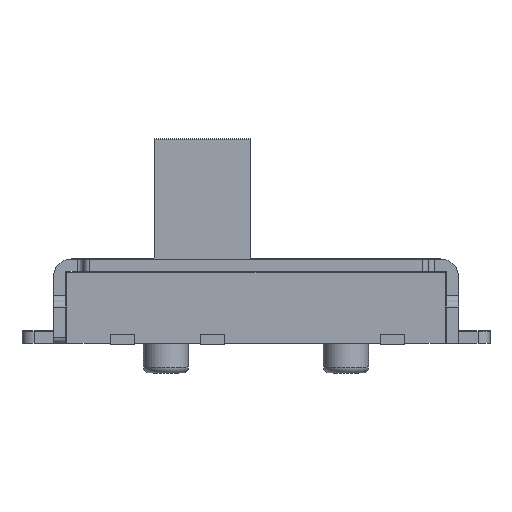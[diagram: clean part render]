
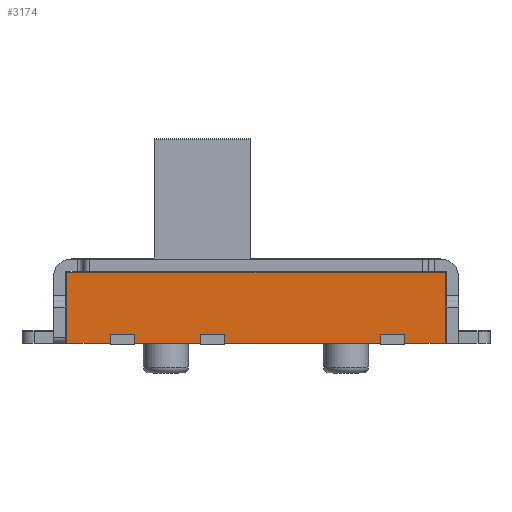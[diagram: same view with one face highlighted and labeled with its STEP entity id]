
A CAD part, front view. The second image highlights one B-rep face of the part: STEP entity #3174.
In plain terms, the highlighted planar face has unit normal (0, -1, 0).
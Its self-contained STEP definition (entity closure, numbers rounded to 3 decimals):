
#16 = VERTEX_POINT ( 'NONE', #6354 ) ;
#74 = EDGE_CURVE ( 'NONE', #8290, #10017, #6084, .T. ) ;
#204 = FACE_OUTER_BOUND ( 'NONE', #11013, .T. ) ;
#272 = CARTESIAN_POINT ( 'NONE',  ( 2.075, -1.375, 0.15 ) ) ;
#458 = CARTESIAN_POINT ( 'NONE',  ( -3.155, -1.375, 0. ) ) ;
#703 = VECTOR ( 'NONE', #9816, 1000. ) ;
#1037 = CARTESIAN_POINT ( 'NONE',  ( -0.525, -1.375, 0. ) ) ;
#1134 = CARTESIAN_POINT ( 'NONE',  ( -2.025, -1.375, 0. ) ) ;
#1430 = ORIENTED_EDGE ( 'NONE', *, *, #7220, .T. ) ;
#1506 = VERTEX_POINT ( 'NONE', #3087 ) ;
#1619 = CARTESIAN_POINT ( 'NONE',  ( -2.425, -1.375, 0. ) ) ;
#1668 = EDGE_CURVE ( 'NONE', #6884, #10437, #6707, .T. ) ;
#1981 = CARTESIAN_POINT ( 'NONE',  ( 3.155, -1.375, 0. ) ) ;
#2054 = VECTOR ( 'NONE', #6915, 1000. ) ;
#2059 = DIRECTION ( 'NONE',  ( 0., 0., 1. ) ) ;
#2061 = CARTESIAN_POINT ( 'NONE',  ( 2.075, -1.375, 0. ) ) ;
#2221 = ORIENTED_EDGE ( 'NONE', *, *, #9173, .T. ) ;
#2244 = ORIENTED_EDGE ( 'NONE', *, *, #4311, .T. ) ;
#2320 = VERTEX_POINT ( 'NONE', #272 ) ;
#2655 = CARTESIAN_POINT ( 'NONE',  ( -2.025, -1.375, 0. ) ) ;
#2713 = VECTOR ( 'NONE', #5536, 1000. ) ;
#2778 = ORIENTED_EDGE ( 'NONE', *, *, #74, .T. ) ;
#2817 = DIRECTION ( 'NONE',  ( 1., 0., 0. ) ) ;
#2833 = DIRECTION ( 'NONE',  ( 0., 0., 1. ) ) ;
#2834 = VERTEX_POINT ( 'NONE', #10356 ) ;
#2893 = DIRECTION ( 'NONE',  ( 0., 0., 1. ) ) ;
#2970 = LINE ( 'NONE', #11622, #3555 ) ;
#3087 = CARTESIAN_POINT ( 'NONE',  ( 2.075, -1.375, 0. ) ) ;
#3130 = CARTESIAN_POINT ( 'NONE',  ( -3.375, -1.375, 0. ) ) ;
#3174 = ADVANCED_FACE ( 'NONE', ( #204 ), #11027, .T. ) ;
#3429 = VECTOR ( 'NONE', #12273, 1000. ) ;
#3555 = VECTOR ( 'NONE', #12904, 1000. ) ;
#3743 = VERTEX_POINT ( 'NONE', #10241 ) ;
#3774 = EDGE_CURVE ( 'NONE', #2834, #10439, #11493, .T. ) ;
#3796 = AXIS2_PLACEMENT_3D ( 'NONE', #3130, #9197, #6947 ) ;
#4261 = EDGE_CURVE ( 'NONE', #9358, #13017, #6669, .T. ) ;
#4293 = LINE ( 'NONE', #5476, #2713 ) ;
#4311 = EDGE_CURVE ( 'NONE', #6272, #13017, #10560, .T. ) ;
#4327 = CARTESIAN_POINT ( 'NONE',  ( 2.475, -1.375, 0.15 ) ) ;
#4429 = LINE ( 'NONE', #9671, #5546 ) ;
#4439 = DIRECTION ( 'NONE',  ( 1., 0., 0. ) ) ;
#4520 = CARTESIAN_POINT ( 'NONE',  ( -2.425, -1.375, 0. ) ) ;
#4702 = ORIENTED_EDGE ( 'NONE', *, *, #12547, .F. ) ;
#4730 = VECTOR ( 'NONE', #2893, 1000. ) ;
#4959 = ORIENTED_EDGE ( 'NONE', *, *, #3774, .T. ) ;
#5040 = DIRECTION ( 'NONE',  ( 0., 0., 1. ) ) ;
#5089 = CARTESIAN_POINT ( 'NONE',  ( -2.425, -1.375, 0.15 ) ) ;
#5273 = ORIENTED_EDGE ( 'NONE', *, *, #10508, .T. ) ;
#5425 = ORIENTED_EDGE ( 'NONE', *, *, #10103, .T. ) ;
#5476 = CARTESIAN_POINT ( 'NONE',  ( -0.525, -1.375, 0. ) ) ;
#5536 = DIRECTION ( 'NONE',  ( 1., 0., 0. ) ) ;
#5546 = VECTOR ( 'NONE', #8452, 1000. ) ;
#5698 = VECTOR ( 'NONE', #2833, 1000. ) ;
#5897 = ORIENTED_EDGE ( 'NONE', *, *, #4261, .F. ) ;
#5993 = CARTESIAN_POINT ( 'NONE',  ( 2.475, -1.375, 0. ) ) ;
#6062 = EDGE_CURVE ( 'NONE', #2834, #10017, #9983, .T. ) ;
#6084 = LINE ( 'NONE', #5089, #3429 ) ;
#6177 = VECTOR ( 'NONE', #2059, 1000. ) ;
#6272 = VERTEX_POINT ( 'NONE', #1981 ) ;
#6315 = ORIENTED_EDGE ( 'NONE', *, *, #8205, .T. ) ;
#6345 = EDGE_CURVE ( 'NONE', #7215, #9358, #9742, .T. ) ;
#6354 = CARTESIAN_POINT ( 'NONE',  ( 2.475, -1.375, 0. ) ) ;
#6576 = CARTESIAN_POINT ( 'NONE',  ( -2.025, -1.375, 0.15 ) ) ;
#6578 = DIRECTION ( 'NONE',  ( 0., 0., 1. ) ) ;
#6606 = LINE ( 'NONE', #7474, #10364 ) ;
#6669 = LINE ( 'NONE', #9622, #9252 ) ;
#6707 = LINE ( 'NONE', #7894, #10182 ) ;
#6884 = VERTEX_POINT ( 'NONE', #8277 ) ;
#6915 = DIRECTION ( 'NONE',  ( 0., 0., 1. ) ) ;
#6947 = DIRECTION ( 'NONE',  ( 1., 0., 0. ) ) ;
#7049 = CARTESIAN_POINT ( 'NONE',  ( -0.525, -1.375, 0.15 ) ) ;
#7215 = VERTEX_POINT ( 'NONE', #458 ) ;
#7220 = EDGE_CURVE ( 'NONE', #7215, #12979, #6606, .T. ) ;
#7442 = ORIENTED_EDGE ( 'NONE', *, *, #6345, .F. ) ;
#7474 = CARTESIAN_POINT ( 'NONE',  ( -3.155, -1.375, 0. ) ) ;
#7894 = CARTESIAN_POINT ( 'NONE',  ( -0.925, -1.375, 0.15 ) ) ;
#8115 = CARTESIAN_POINT ( 'NONE',  ( -0.925, -1.375, 0. ) ) ;
#8176 = VECTOR ( 'NONE', #5040, 1000. ) ;
#8205 = EDGE_CURVE ( 'NONE', #16, #6272, #9880, .T. ) ;
#8277 = CARTESIAN_POINT ( 'NONE',  ( -0.925, -1.375, 0.15 ) ) ;
#8290 = VERTEX_POINT ( 'NONE', #8321 ) ;
#8321 = CARTESIAN_POINT ( 'NONE',  ( -2.425, -1.375, 0.15 ) ) ;
#8452 = DIRECTION ( 'NONE',  ( 1., 0., 0. ) ) ;
#8455 = EDGE_CURVE ( 'NONE', #2320, #10128, #4429, .T. ) ;
#8523 = DIRECTION ( 'NONE',  ( 0., 0., 1. ) ) ;
#8831 = LINE ( 'NONE', #12770, #5698 ) ;
#9173 = EDGE_CURVE ( 'NONE', #10439, #6884, #2970, .T. ) ;
#9197 = DIRECTION ( 'NONE',  ( 0., -1., 0. ) ) ;
#9252 = VECTOR ( 'NONE', #4439, 1000. ) ;
#9358 = VERTEX_POINT ( 'NONE', #11732 ) ;
#9493 = EDGE_CURVE ( 'NONE', #3743, #10437, #12057, .T. ) ;
#9622 = CARTESIAN_POINT ( 'NONE',  ( -3.155, -1.375, 1.18 ) ) ;
#9671 = CARTESIAN_POINT ( 'NONE',  ( 2.075, -1.375, 0.15 ) ) ;
#9717 = LINE ( 'NONE', #1619, #12780 ) ;
#9742 = LINE ( 'NONE', #10927, #4730 ) ;
#9816 = DIRECTION ( 'NONE',  ( 1., 0., 0. ) ) ;
#9880 = LINE ( 'NONE', #5993, #703 ) ;
#9983 = LINE ( 'NONE', #1134, #6177 ) ;
#10017 = VERTEX_POINT ( 'NONE', #6576 ) ;
#10103 = EDGE_CURVE ( 'NONE', #1506, #2320, #13005, .T. ) ;
#10128 = VERTEX_POINT ( 'NONE', #4327 ) ;
#10182 = VECTOR ( 'NONE', #2817, 1000. ) ;
#10241 = CARTESIAN_POINT ( 'NONE',  ( -0.525, -1.375, 0. ) ) ;
#10335 = ORIENTED_EDGE ( 'NONE', *, *, #1668, .T. ) ;
#10356 = CARTESIAN_POINT ( 'NONE',  ( -2.025, -1.375, 0. ) ) ;
#10364 = VECTOR ( 'NONE', #10623, 1000. ) ;
#10437 = VERTEX_POINT ( 'NONE', #7049 ) ;
#10439 = VERTEX_POINT ( 'NONE', #8115 ) ;
#10501 = ORIENTED_EDGE ( 'NONE', *, *, #6062, .F. ) ;
#10508 = EDGE_CURVE ( 'NONE', #3743, #1506, #4293, .T. ) ;
#10560 = LINE ( 'NONE', #11478, #10914 ) ;
#10571 = CARTESIAN_POINT ( 'NONE',  ( 3.155, -1.375, 1.18 ) ) ;
#10623 = DIRECTION ( 'NONE',  ( 1., 0., 0. ) ) ;
#10664 = ORIENTED_EDGE ( 'NONE', *, *, #9493, .F. ) ;
#10914 = VECTOR ( 'NONE', #8523, 1000. ) ;
#10922 = EDGE_CURVE ( 'NONE', #12979, #8290, #9717, .T. ) ;
#10927 = CARTESIAN_POINT ( 'NONE',  ( -3.155, -1.375, 0. ) ) ;
#11013 = EDGE_LOOP ( 'NONE', ( #10501, #4959, #2221, #10335, #10664, #5273, #5425, #11961, #4702, #6315, #2244, #5897, #7442, #1430, #12025, #2778 ) ) ;
#11027 = PLANE ( 'NONE',  #3796 ) ;
#11478 = CARTESIAN_POINT ( 'NONE',  ( 3.155, -1.375, 0. ) ) ;
#11493 = LINE ( 'NONE', #2655, #12429 ) ;
#11622 = CARTESIAN_POINT ( 'NONE',  ( -0.925, -1.375, 0. ) ) ;
#11732 = CARTESIAN_POINT ( 'NONE',  ( -3.155, -1.375, 1.18 ) ) ;
#11961 = ORIENTED_EDGE ( 'NONE', *, *, #8455, .T. ) ;
#12025 = ORIENTED_EDGE ( 'NONE', *, *, #10922, .T. ) ;
#12057 = LINE ( 'NONE', #1037, #2054 ) ;
#12273 = DIRECTION ( 'NONE',  ( 1., 0., 0. ) ) ;
#12429 = VECTOR ( 'NONE', #12479, 1000. ) ;
#12479 = DIRECTION ( 'NONE',  ( 1., 0., 0. ) ) ;
#12547 = EDGE_CURVE ( 'NONE', #16, #10128, #8831, .T. ) ;
#12770 = CARTESIAN_POINT ( 'NONE',  ( 2.475, -1.375, 0. ) ) ;
#12780 = VECTOR ( 'NONE', #6578, 1000. ) ;
#12904 = DIRECTION ( 'NONE',  ( 0., 0., 1. ) ) ;
#12979 = VERTEX_POINT ( 'NONE', #4520 ) ;
#13005 = LINE ( 'NONE', #2061, #8176 ) ;
#13017 = VERTEX_POINT ( 'NONE', #10571 ) ;
